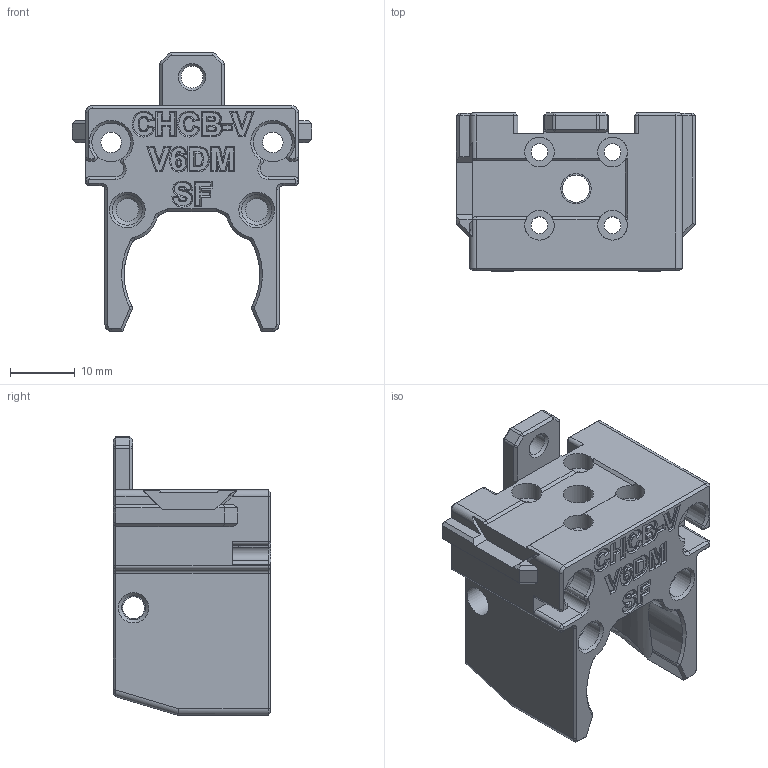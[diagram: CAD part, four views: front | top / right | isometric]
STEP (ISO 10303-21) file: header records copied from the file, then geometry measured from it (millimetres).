
FILE_DESCRIPTION(/* description */ (''),/* implementation_level */ '2;1');
FILE_NAME(/* name */ 'CHCB-V V6DM SF.step',/* time_stamp */ '2025-07-21T18:08:35-04:00',/* author */ (''),/* organization */ (''),/* preprocessor_version */ 'ST-DEVELOPER v20.1',/* originating_system */ 'Autodesk Translation Framework v14.10.0.0',/* authorisation */ '');
FILE_SCHEMA (('AUTOMOTIVE_DESIGN { 1 0 10303 214 3 1 1 }'));
Length unit declared in the file: millimetre
Products named in the file (1): Dragon_Mount
Bounding box: 37 x 24.4 x 43.08 mm (x, y, z)
Volume: 9795.5 mm3; surface area: 7249.5 mm2
Topology: 1 solids, 1 shells, 704 faces, 1738 edges, 1052 vertices
Faces by surface type: plane 300, bspline 276, cylinder 71, cone 57
Full cylindrical faces by diameter (mm): 2.6 x4, 3.2 x4, 3.4 x3, 4.2 x1, 4.6 x4, 4.7 x5
Entity records: 24260 total; most frequent: CARTESIAN_POINT 9284, ORIENTED_EDGE 3476, DIRECTION 2345, EDGE_CURVE 1738, VERTEX_POINT 1052, LINE 1051, VECTOR 1051, EDGE_LOOP 744
